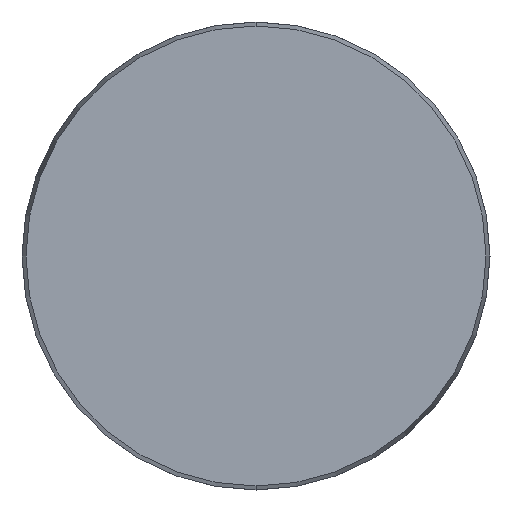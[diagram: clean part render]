
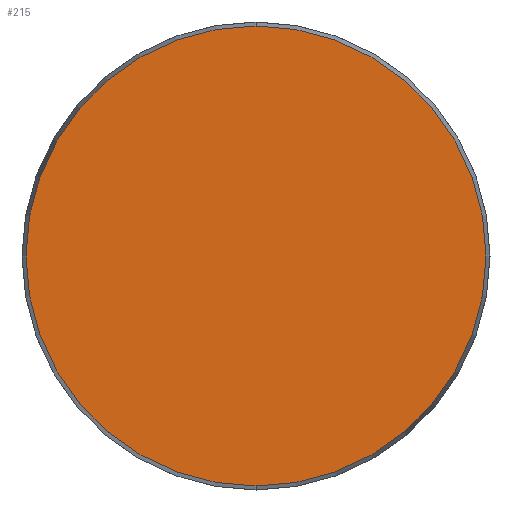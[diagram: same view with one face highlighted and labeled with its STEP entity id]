
A CAD part, front view. The second image highlights one B-rep face of the part: STEP entity #215.
In plain terms, the highlighted planar face has unit normal (0, -1, 0).
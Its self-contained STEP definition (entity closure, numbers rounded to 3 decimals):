
#25 = ORIENTED_EDGE ( 'NONE', *, *, #354, .T. ) ;
#48 = DIRECTION ( 'NONE',  ( 0., 0., -1. ) ) ;
#75 = CARTESIAN_POINT ( 'NONE',  ( 0., 0., 0. ) ) ;
#79 = EDGE_CURVE ( 'NONE', #677, #186, #492, .T. ) ;
#92 = ORIENTED_EDGE ( 'NONE', *, *, #79, .T. ) ;
#186 = VERTEX_POINT ( 'NONE', #510 ) ;
#191 = AXIS2_PLACEMENT_3D ( 'NONE', #363, #487, #746 ) ;
#215 = ADVANCED_FACE ( 'NONE', ( #545 ), #790, .F. ) ;
#300 = CARTESIAN_POINT ( 'NONE',  ( 0., 0., 0. ) ) ;
#317 = CIRCLE ( 'NONE', #398, 49.143 ) ;
#354 = EDGE_CURVE ( 'NONE', #186, #677, #317, .T. ) ;
#363 = CARTESIAN_POINT ( 'NONE',  ( -49.143, 0., 0. ) ) ;
#398 = AXIS2_PLACEMENT_3D ( 'NONE', #300, #760, #48 ) ;
#477 = EDGE_LOOP ( 'NONE', ( #92, #25 ) ) ;
#487 = DIRECTION ( 'NONE',  ( 0., 1., 0. ) ) ;
#492 = CIRCLE ( 'NONE', #617, 49.143 ) ;
#510 = CARTESIAN_POINT ( 'NONE',  ( 0., 0., -49.143 ) ) ;
#545 = FACE_OUTER_BOUND ( 'NONE', #477, .T. ) ;
#617 = AXIS2_PLACEMENT_3D ( 'NONE', #75, #693, #628 ) ;
#628 = DIRECTION ( 'NONE',  ( 0., 0., -1. ) ) ;
#677 = VERTEX_POINT ( 'NONE', #795 ) ;
#693 = DIRECTION ( 'NONE',  ( 0., -1., 0. ) ) ;
#746 = DIRECTION ( 'NONE',  ( 0., 0., 1. ) ) ;
#760 = DIRECTION ( 'NONE',  ( 0., -1., 0. ) ) ;
#790 = PLANE ( 'NONE',  #191 ) ;
#795 = CARTESIAN_POINT ( 'NONE',  ( 0., 0., 49.143 ) ) ;
